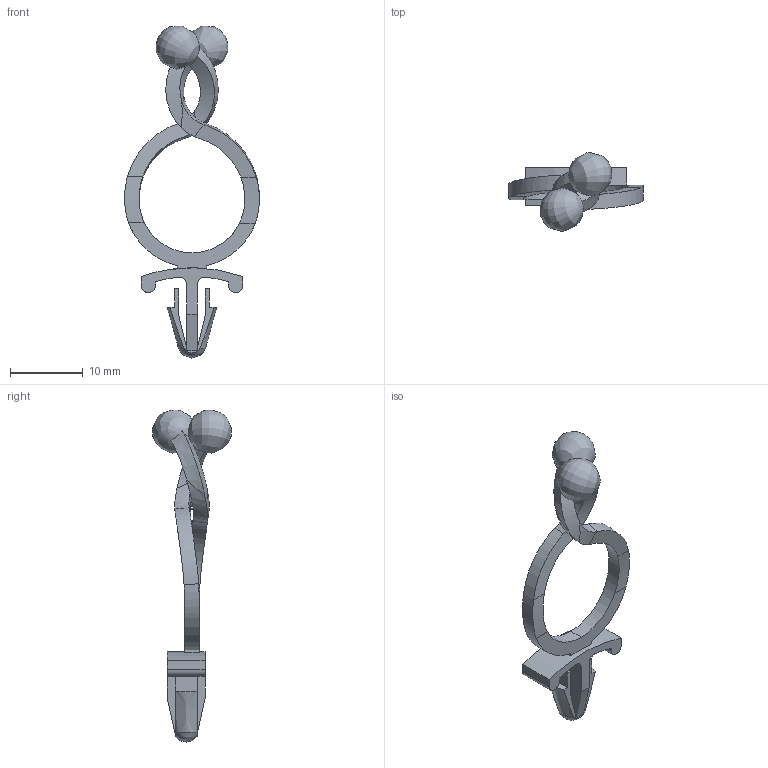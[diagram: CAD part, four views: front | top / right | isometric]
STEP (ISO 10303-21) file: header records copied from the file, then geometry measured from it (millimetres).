
FILE_DESCRIPTION((''),'2;1');
FILE_NAME('','2005-12-14T16:12:58',(''),(''),'','CADfix','');
FILE_SCHEMA(('AUTOMOTIVE_DESIGN'));
Length unit declared in the file: millimetre
Products named in the file (1): clip
Bounding box: 18.5 x 10.89 x 45.62 mm (x, y, z)
Volume: 771.6 mm3; surface area: 1299.9 mm2
Topology: 1 solids, 1 shells, 71 faces, 210 edges, 142 vertices
Faces by surface type: bspline 71
Entity records: 5259 total; most frequent: CARTESIAN_POINT 4015, ORIENTED_EDGE 420, EDGE_CURVE 210, VERTEX_POINT 142, QUASI_UNIFORM_CURVE 96, B_SPLINE_CURVE_WITH_KNOTS 92, EDGE_LOOP 72, FACE_OUTER_BOUND 71
